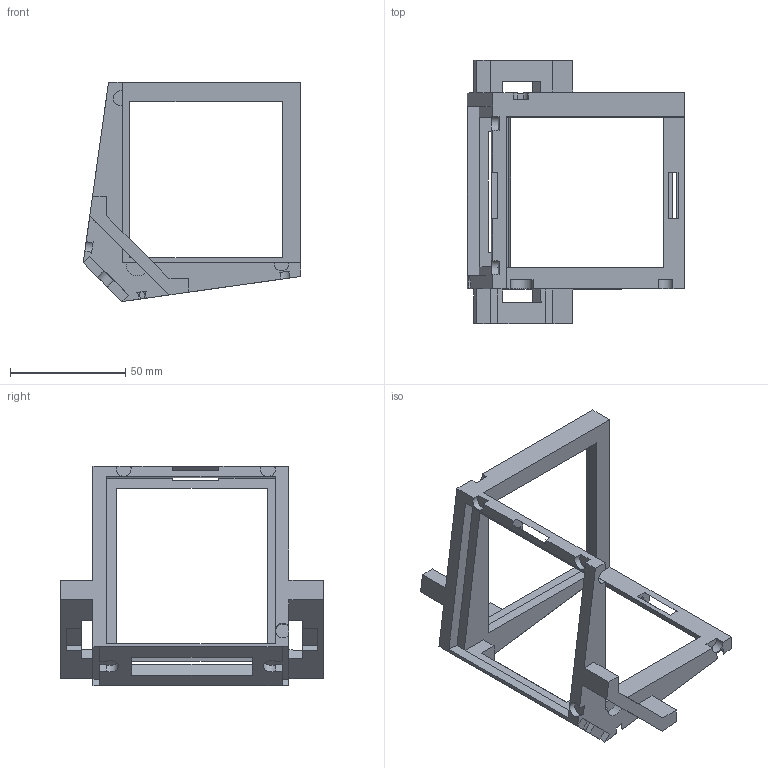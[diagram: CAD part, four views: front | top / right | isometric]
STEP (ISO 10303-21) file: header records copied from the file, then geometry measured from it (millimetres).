
FILE_DESCRIPTION(/* description */ ('Unknown'),/* implementation_level */ '2;1');
FILE_NAME(/* name */ 'Up_frame_V13Left',/* time_stamp */ '2025-12-17T16:28:53-06:00',/* author */ ('Unknown'),/* organization */ ('Unknown'),/* preprocessor_version */ 'ST-DEVELOPER v16.7',/* originating_system */ 'Solid Edge',/* authorisation */ 'Unknown');
FILE_SCHEMA (('AUTOMOTIVE_DESIGN {1 0 10303 214 3 1 1}'));
Length unit declared in the file: millimetre
Products named in the file (1): Up_frame_V13Left
Bounding box: 94.29 x 114 x 94.97 mm (x, y, z)
Volume: 57377.5 mm3; surface area: 32514.2 mm2
Topology: 1 solids, 1 shells, 125 faces, 400 edges, 263 vertices
Faces by surface type: plane 109, cylinder 16
Entity records: 4414 total; most frequent: ORIENTED_EDGE 800, CARTESIAN_POINT 789, DIRECTION 690, EDGE_CURVE 400, LINE 362, VECTOR 362, VERTEX_POINT 263, AXIS2_PLACEMENT_3D 164
